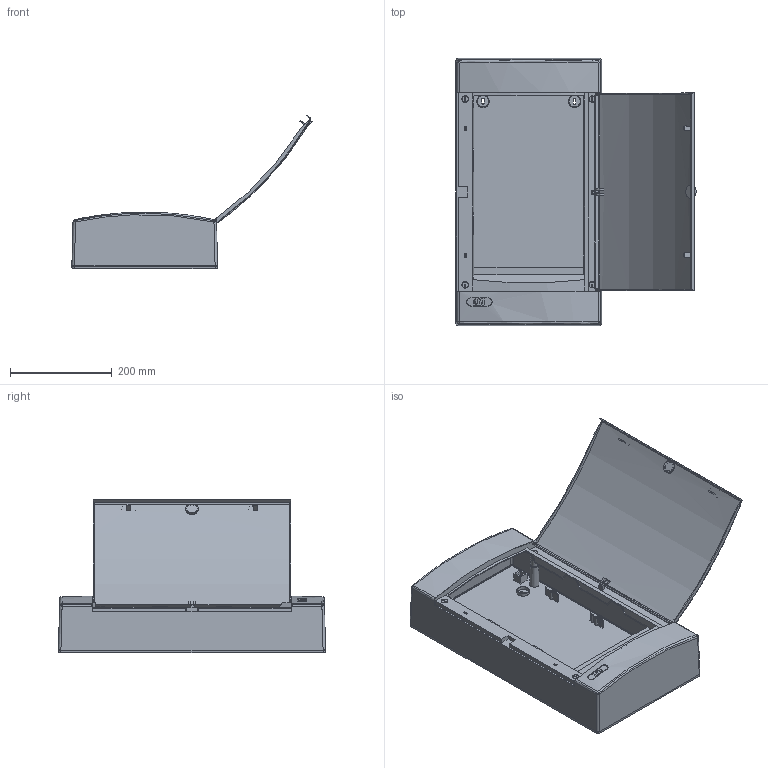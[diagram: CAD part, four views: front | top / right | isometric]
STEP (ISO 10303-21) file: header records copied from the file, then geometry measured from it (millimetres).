
FILE_DESCRIPTION(/* description */ ('Unknown'),/* implementation_level */ '2;1');
FILE_NAME(/* name */ 'ECT_36_PO_Media_Empty',/* time_stamp */ '2020-05-22T12:48:26+02:00',/* author */ ('Unknown'),/* organization */ ('Unknown'),/* preprocessor_version */ 'ST-DEVELOPER v16.7',/* originating_system */ 'DEX',/* authorisation */ $);
FILE_SCHEMA (('AUTOMOTIVE_DESIGN {1 0 10303 214 3 1 1}'));
Length unit declared in the file: millimetre
Products named in the file (6): ECT_36_PO_Media_Empty; Door_ECT_36; Front_ECT_36; Bottom_ECT_36; ETI LOGO; Pin
Assembly tree (8 placements, depth 2):
  ECT_36_PO_Media_Empty
    Door_ECT_36
    Front_ECT_36
    Bottom_ECT_36
    ETI LOGO
    Pin  x4
Bounding box: 472.66 x 525.6 x 302.34 mm (x, y, z)
Volume: 1431804.4 mm3; surface area: 1086302.4 mm2
Topology: 10 solids, 10 shells, 940 faces, 2495 edges, 1652 vertices
Faces by surface type: plane 626, cylinder 166, cone 136, bspline 8, sphere 4
Full cylindrical faces by diameter (mm): 12.2 x4
Entity records: 26084 total; most frequent: CARTESIAN_POINT 5693, ORIENTED_EDGE 4224, DIRECTION 4133, EDGE_CURVE 2112, VERTEX_POINT 1420, AXIS2_PLACEMENT_3D 1393, LINE 1347, VECTOR 1347
